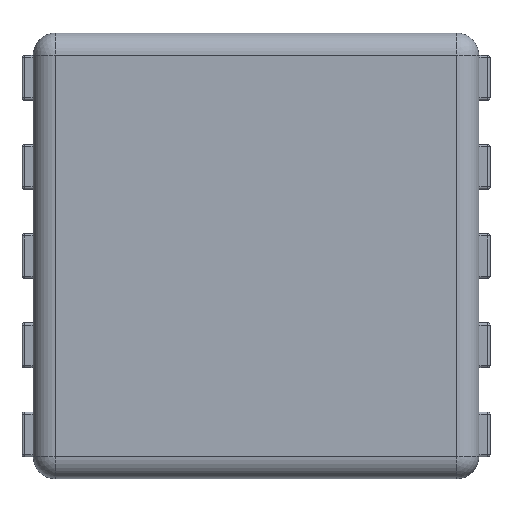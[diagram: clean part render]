
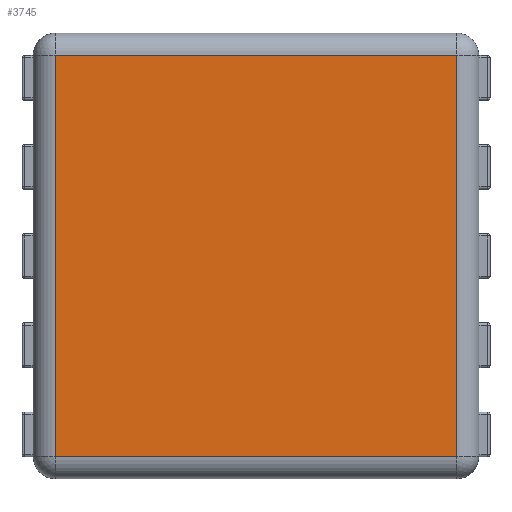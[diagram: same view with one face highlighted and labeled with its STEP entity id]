
A CAD part, top view. The second image highlights one B-rep face of the part: STEP entity #3745.
In plain terms, the highlighted planar face has unit normal (0, 0, 1).
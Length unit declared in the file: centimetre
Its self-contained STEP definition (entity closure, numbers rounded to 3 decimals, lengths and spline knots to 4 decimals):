
#135=PLANE('',#4222);
#440=LINE('',#6510,#755);
#444=LINE('',#6526,#759);
#446=LINE('',#6529,#761);
#448=LINE('',#6532,#763);
#755=VECTOR('',#5428,1.);
#759=VECTOR('',#5446,1.);
#761=VECTOR('',#5450,1.);
#763=VECTOR('',#5454,1.);
#1132=FACE_OUTER_BOUND('',#1388,.T.);
#1388=EDGE_LOOP('',(#3420,#3421,#3422,#3423));
#1855=VERTEX_POINT('',#6472);
#1860=VERTEX_POINT('',#6485);
#1865=VERTEX_POINT('',#6498);
#1870=VERTEX_POINT('',#6514);
#2378=EDGE_CURVE('',#1855,#1865,#440,.T.);
#2386=EDGE_CURVE('',#1865,#1870,#444,.T.);
#2388=EDGE_CURVE('',#1870,#1860,#446,.T.);
#2390=EDGE_CURVE('',#1860,#1855,#448,.T.);
#3420=ORIENTED_EDGE('',*,*,#2378,.F.);
#3421=ORIENTED_EDGE('',*,*,#2390,.F.);
#3422=ORIENTED_EDGE('',*,*,#2388,.F.);
#3423=ORIENTED_EDGE('',*,*,#2386,.F.);
#3745=ADVANCED_FACE('',(#1132),#135,.T.);
#4222=AXIS2_PLACEMENT_3D('',#6538,#5462,#5463);
#5428=DIRECTION('',(-1.,0.,0.));
#5446=DIRECTION('',(0.,1.,0.));
#5450=DIRECTION('',(1.,0.,0.));
#5454=DIRECTION('',(0.,-1.,0.));
#5462=DIRECTION('center_axis',(0.,0.,1.));
#5463=DIRECTION('ref_axis',(1.,0.,0.));
#6472=CARTESIAN_POINT('',(0.09,-0.09,0.08));
#6485=CARTESIAN_POINT('',(0.09,0.09,0.08));
#6498=CARTESIAN_POINT('',(-0.09,-0.09,0.08));
#6510=CARTESIAN_POINT('',(-0.05,-0.09,0.08));
#6514=CARTESIAN_POINT('',(-0.09,0.09,0.08));
#6526=CARTESIAN_POINT('',(-0.09,0.05,0.08));
#6529=CARTESIAN_POINT('',(0.05,0.09,0.08));
#6532=CARTESIAN_POINT('',(0.09,-0.05,0.08));
#6538=CARTESIAN_POINT('Origin',(0.,0.,0.08));
